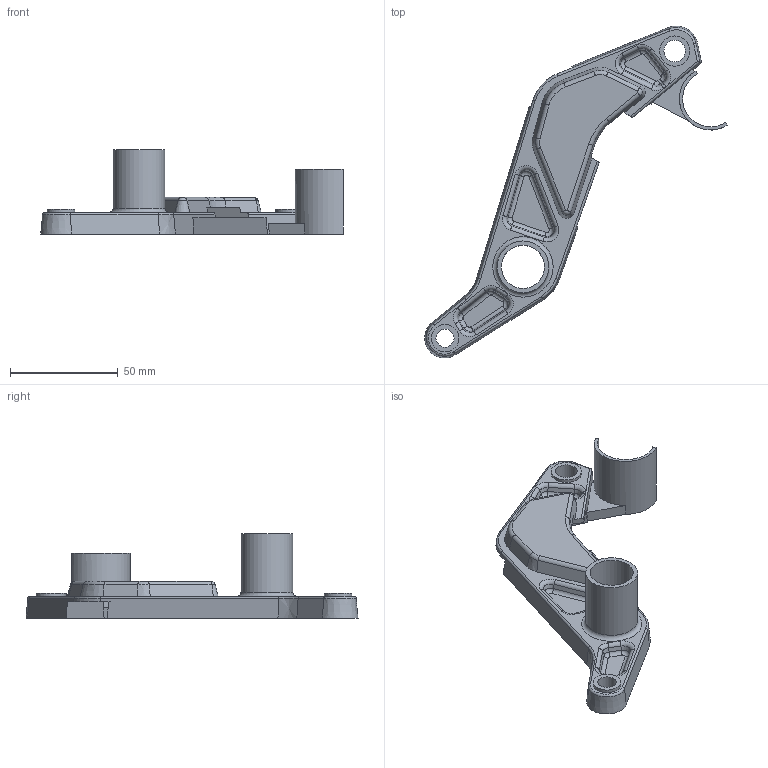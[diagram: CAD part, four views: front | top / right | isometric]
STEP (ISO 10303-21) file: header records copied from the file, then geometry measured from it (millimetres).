
FILE_DESCRIPTION(('euclid_2.stp','EUCLID model test','test','test'),'1');
FILE_NAME('','Oct 7 1996',(''),('Matra Datavision','','','') ,'Advanced Exchanger Beta 1','EUCLID DESIGNER model', '');
FILE_SCHEMA(('AUTOMOTIVE_DESIGN_CC1 { 1 2 10303 214 -1 1 3 2}'));
Length unit declared in the file: metre
Products named in the file (1): the product name
Bounding box: 140.18 x 153.83 x 39 mm (x, y, z)
Volume: 52289 mm3; surface area: 25210.6 mm2
Topology: 1 solids, 1 shells, 146 faces, 346 edges, 208 vertices
Faces by surface type: plane 46, cylinder 44, torus 34, cone 22
Full cylindrical faces by diameter (mm): 8.4 x1, 10 x1, 12.8 x1, 14 x1, 20 x1, 24 x1
Entity records: 8808 total; most frequent: CARTESIAN_POINT 1916, DIRECTION 1318, ORIENTED_EDGE 692, PCURVE 692, DEFINITIONAL_REPRESENTATION 692, LINE 690, VECTOR 690, EDGE_CURVE 346
